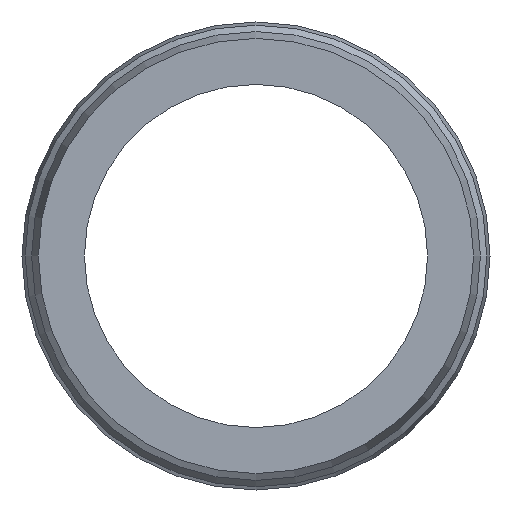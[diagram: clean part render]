
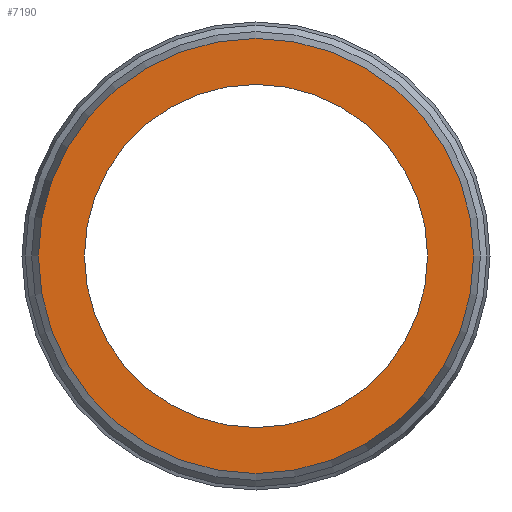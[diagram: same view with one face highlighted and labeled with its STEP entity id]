
A CAD part, front view. The second image highlights one B-rep face of the part: STEP entity #7190.
In plain terms, the highlighted planar face has unit normal (0, -1, 0).
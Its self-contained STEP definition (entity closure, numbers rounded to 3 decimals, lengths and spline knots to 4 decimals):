
#55=FACE_BOUND('',#1477,.T.);
#662=PLANE('',#7816);
#1052=FACE_OUTER_BOUND('',#1476,.T.);
#1476=EDGE_LOOP('',(#6728,#6729));
#1477=EDGE_LOOP('',(#6730,#6731));
#1789=CIRCLE('',#7814,0.625);
#1790=CIRCLE('',#7815,0.625);
#1791=CIRCLE('',#7817,0.7926);
#1792=CIRCLE('',#7818,0.7926);
#3503=VERTEX_POINT('',#37022);
#3504=VERTEX_POINT('',#37024);
#3505=VERTEX_POINT('',#37028);
#3506=VERTEX_POINT('',#37029);
#4579=EDGE_CURVE('',#3504,#3503,#1789,.T.);
#4580=EDGE_CURVE('',#3503,#3504,#1790,.T.);
#4581=EDGE_CURVE('',#3505,#3506,#1791,.T.);
#4582=EDGE_CURVE('',#3506,#3505,#1792,.T.);
#6728=ORIENTED_EDGE('',*,*,#4581,.F.);
#6729=ORIENTED_EDGE('',*,*,#4582,.F.);
#6730=ORIENTED_EDGE('',*,*,#4579,.T.);
#6731=ORIENTED_EDGE('',*,*,#4580,.T.);
#7190=ADVANCED_FACE('',(#1052,#55),#662,.T.);
#7814=AXIS2_PLACEMENT_3D('',#37025,#9522,#9523);
#7815=AXIS2_PLACEMENT_3D('',#37026,#9524,#9525);
#7816=AXIS2_PLACEMENT_3D('',#37027,#9526,#9527);
#7817=AXIS2_PLACEMENT_3D('',#37030,#9528,#9529);
#7818=AXIS2_PLACEMENT_3D('',#37031,#9530,#9531);
#9522=DIRECTION('center_axis',(0.,1.,0.));
#9523=DIRECTION('ref_axis',(-1.,0.,0.));
#9524=DIRECTION('center_axis',(0.,1.,0.));
#9525=DIRECTION('ref_axis',(-1.,0.,0.));
#9526=DIRECTION('center_axis',(0.,-1.,0.));
#9527=DIRECTION('ref_axis',(0.,0.,-1.));
#9528=DIRECTION('center_axis',(0.,1.,0.));
#9529=DIRECTION('ref_axis',(-1.,0.,0.));
#9530=DIRECTION('center_axis',(0.,1.,0.));
#9531=DIRECTION('ref_axis',(-1.,0.,0.));
#37022=CARTESIAN_POINT('',(0.625,-5.22,0.));
#37024=CARTESIAN_POINT('',(-0.625,-5.22,0.));
#37025=CARTESIAN_POINT('Origin',(0.,-5.22,0.));
#37026=CARTESIAN_POINT('Origin',(0.,-5.22,0.));
#37027=CARTESIAN_POINT('Origin',(-0.7088,-5.22,0.));
#37028=CARTESIAN_POINT('',(-0.7926,-5.22,0.));
#37029=CARTESIAN_POINT('',(0.7926,-5.22,0.));
#37030=CARTESIAN_POINT('Origin',(0.,-5.22,0.));
#37031=CARTESIAN_POINT('Origin',(0.,-5.22,0.));
